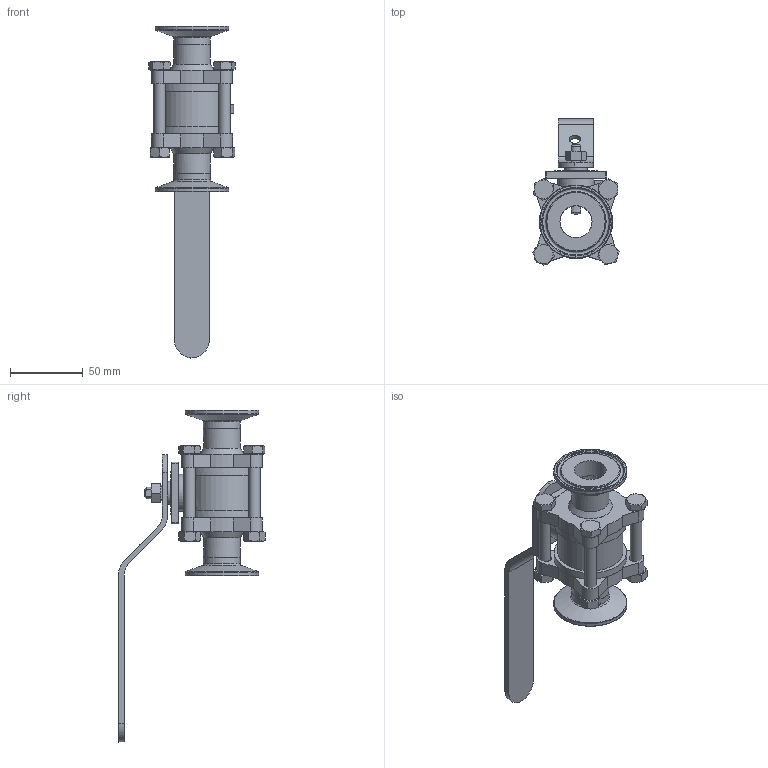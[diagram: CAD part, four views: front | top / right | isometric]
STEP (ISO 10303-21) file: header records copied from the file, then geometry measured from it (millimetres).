
FILE_DESCRIPTION(/* description */ (''),/* implementation_level */ '2;1');
FILE_NAME(/* name */ 'BLV2C-1.stp',/* time_stamp */ '2021-12-16T14:25:25-05:00',/* author */ ('ken'),/* organization */ (''),/* preprocessor_version */ 'ST-DEVELOPER v18.1',/* originating_system */ 'Autodesk Inventor 2020',/* authorisation */ '');
FILE_SCHEMA (('AUTOMOTIVE_DESIGN { 1 0 10303 214 3 1 1 }'));
Length unit declared in the file: inch
Products named in the file (10): BLV2C-1; BLV2W-1; BLV-BODY-1; BLV2W-1-TOP; BLV2W-1-TOP_1; BLV-1-STEM; BLV-1-handle; BS 3692 - M8; AS 1111 - M8 x 60; AAQ01000
Assembly tree (17 placements, depth 3):
  BLV2C-1
    BLV2W-1
      BLV-BODY-1
      BLV2W-1-TOP
      BLV2W-1-TOP_1
      BLV-1-STEM
      BLV-1-handle
      BS 3692 - M8  x5
      AS 1111 - M8 x 60  x4
    AAQ01000  x2
Bounding box: 59.24 x 100.72 x 228.32 mm (x, y, z)
Volume: 152685.6 mm3; surface area: 76702.1 mm2
Topology: 16 solids, 18 shells, 396 faces, 980 edges, 635 vertices
Faces by surface type: plane 180, cone 107, cylinder 92, torus 16, sphere 1
Full cylindrical faces by diameter (mm): 4.14 x4, 6.647 x5, 7.62 x9, 8 x4, 8.001 x1, 11.43 x1, 12.7 x2, 13 x4, 15.875 x1, 22.098 x5, 25.4 x7, 29.464 x1, 29.972 x2, 38.1 x2, 38.227 x2, 49.936 x2, 50.394 x2
Entity records: 7313 total; most frequent: CARTESIAN_POINT 1353, DIRECTION 1271, ORIENTED_EDGE 1124, EDGE_CURVE 562, AXIS2_PLACEMENT_3D 512, VERTEX_POINT 378, EDGE_LOOP 273, CIRCLE 270
